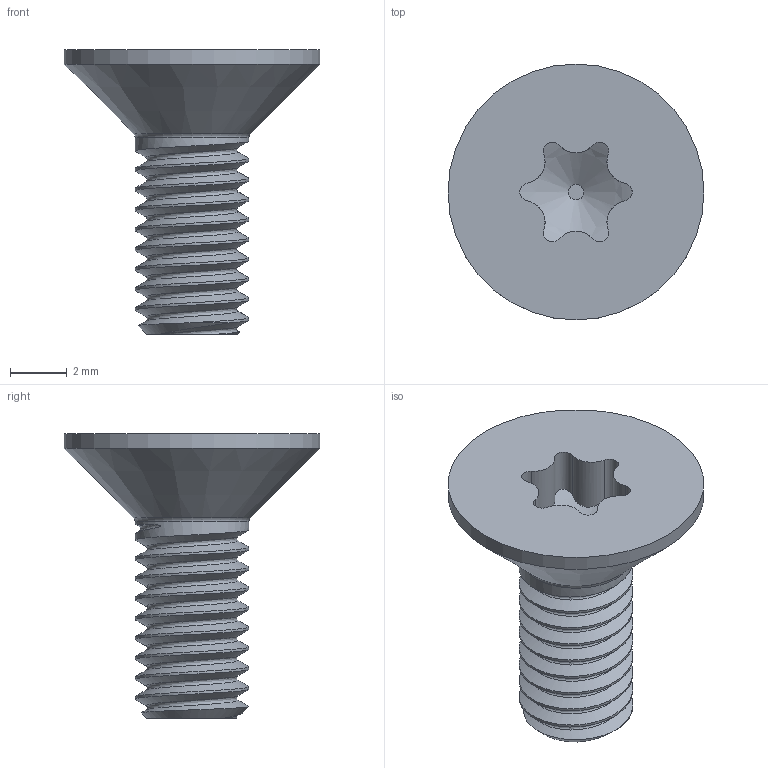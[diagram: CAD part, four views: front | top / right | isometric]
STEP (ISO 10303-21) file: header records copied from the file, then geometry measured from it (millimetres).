
FILE_DESCRIPTION(('FreeCAD Model'),'2;1');
FILE_NAME('Open CASCADE Shape Model','2024-10-20T10:40:43',(''),(''), 'Open CASCADE STEP processor 7.6','FreeCAD','Unknown');
FILE_SCHEMA(('AUTOMOTIVE_DESIGN { 1 0 10303 214 1 1 1 1 }'));
Length unit declared in the file: millimetre
Products named in the file (1): M4x10-Screw
Bounding box: 9 x 9 x 10 mm (x, y, z)
Volume: 172.4 mm3; surface area: 311.7 mm2
Topology: 1 solids, 1 shells, 65 faces, 144 edges, 81 vertices
Faces by surface type: bspline 33, cylinder 23, plane 4, cone 4, revolution 1
Full cylindrical faces by diameter (mm): 4 x9, 9 x1
Entity records: 11400 total; most frequent: CARTESIAN_POINT 8974, ORIENTED_EDGE 286, PCURVE 286, DEFINITIONAL_REPRESENTATION 286, DIRECTION 285, B_SPLINE_CURVE_WITH_KNOTS 212, LINE 157, VECTOR 157
